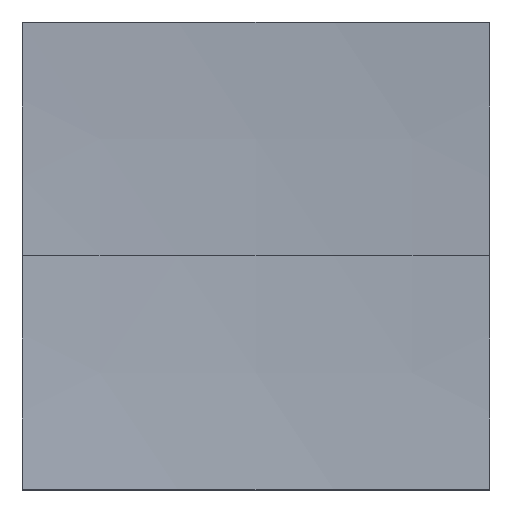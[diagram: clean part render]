
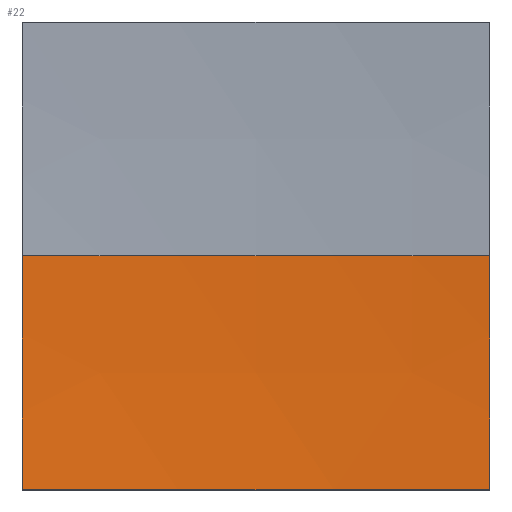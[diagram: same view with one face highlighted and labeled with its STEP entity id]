
A CAD part, top view. The second image highlights one B-rep face of the part: STEP entity #22.
In plain terms, the highlighted spherical face has radius 400 mm.
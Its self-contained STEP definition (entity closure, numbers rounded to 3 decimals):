
#5 = CARTESIAN_POINT ( 'NONE',  ( -25., 0., 409. ) ) ;
#22 = ADVANCED_FACE ( 'NONE', ( #142 ), #107, .F. ) ;
#26 = CARTESIAN_POINT ( 'NONE',  ( 0., 0., 9. ) ) ;
#28 = CARTESIAN_POINT ( 'NONE',  ( 0., 0., 409. ) ) ;
#29 = AXIS2_PLACEMENT_3D ( 'NONE', #28, #166, #111 ) ;
#31 = EDGE_CURVE ( 'NONE', #181, #60, #99, .T. ) ;
#45 = CARTESIAN_POINT ( 'NONE',  ( 25., 0., 409. ) ) ;
#46 = DIRECTION ( 'NONE',  ( 0., 0., -1. ) ) ;
#60 = VERTEX_POINT ( 'NONE', #202 ) ;
#64 = AXIS2_PLACEMENT_3D ( 'NONE', #45, #125, #185 ) ;
#70 = DIRECTION ( 'NONE',  ( 0., -1., 0. ) ) ;
#73 = DIRECTION ( 'NONE',  ( 0., 1., 0. ) ) ;
#87 = CARTESIAN_POINT ( 'NONE',  ( 0., 0., 409. ) ) ;
#88 = CARTESIAN_POINT ( 'NONE',  ( 0., -25., 409. ) ) ;
#96 = CIRCLE ( 'NONE', #64, 399.218 ) ;
#99 = CIRCLE ( 'NONE', #126, 400. ) ;
#104 = VERTEX_POINT ( 'NONE', #148 ) ;
#106 = ORIENTED_EDGE ( 'NONE', *, *, #175, .F. ) ;
#107 = SPHERICAL_SURFACE ( 'NONE', #29, 400. ) ;
#110 = DIRECTION ( 'NONE',  ( -1., 0., 0. ) ) ;
#111 = DIRECTION ( 'NONE',  ( 1., 0., 0. ) ) ;
#117 = VERTEX_POINT ( 'NONE', #222 ) ;
#125 = DIRECTION ( 'NONE',  ( 1., 0., 0. ) ) ;
#126 = AXIS2_PLACEMENT_3D ( 'NONE', #146, #225, #110 ) ;
#127 = EDGE_CURVE ( 'NONE', #104, #60, #250, .T. ) ;
#129 = AXIS2_PLACEMENT_3D ( 'NONE', #87, #70, #46 ) ;
#130 = DIRECTION ( 'NONE',  ( 0., 0., 1. ) ) ;
#136 = ORIENTED_EDGE ( 'NONE', *, *, #127, .F. ) ;
#140 = AXIS2_PLACEMENT_3D ( 'NONE', #5, #186, #223 ) ;
#142 = FACE_OUTER_BOUND ( 'NONE', #217, .T. ) ;
#146 = CARTESIAN_POINT ( 'NONE',  ( 0., 0., 409. ) ) ;
#148 = CARTESIAN_POINT ( 'NONE',  ( -25., -25., 10.566 ) ) ;
#153 = CARTESIAN_POINT ( 'NONE',  ( 25., 0., 9.782 ) ) ;
#155 = ORIENTED_EDGE ( 'NONE', *, *, #171, .F. ) ;
#156 = ORIENTED_EDGE ( 'NONE', *, *, #159, .T. ) ;
#159 = EDGE_CURVE ( 'NONE', #117, #230, #96, .T. ) ;
#166 = DIRECTION ( 'NONE',  ( 0., 1., 0. ) ) ;
#171 = EDGE_CURVE ( 'NONE', #181, #230, #235, .T. ) ;
#174 = CIRCLE ( 'NONE', #206, 399.218 ) ;
#175 = EDGE_CURVE ( 'NONE', #117, #104, #174, .T. ) ;
#181 = VERTEX_POINT ( 'NONE', #26 ) ;
#185 = DIRECTION ( 'NONE',  ( 0., 1., 0. ) ) ;
#186 = DIRECTION ( 'NONE',  ( 1., 0., 0. ) ) ;
#202 = CARTESIAN_POINT ( 'NONE',  ( -25., 0., 9.782 ) ) ;
#206 = AXIS2_PLACEMENT_3D ( 'NONE', #88, #73, #130 ) ;
#217 = EDGE_LOOP ( 'NONE', ( #155, #229, #136, #106, #156 ) ) ;
#222 = CARTESIAN_POINT ( 'NONE',  ( 25., -25., 10.566 ) ) ;
#223 = DIRECTION ( 'NONE',  ( 0., 1., 0. ) ) ;
#225 = DIRECTION ( 'NONE',  ( 0., 1., 0. ) ) ;
#229 = ORIENTED_EDGE ( 'NONE', *, *, #31, .T. ) ;
#230 = VERTEX_POINT ( 'NONE', #153 ) ;
#235 = CIRCLE ( 'NONE', #129, 400. ) ;
#250 = CIRCLE ( 'NONE', #140, 399.218 ) ;
